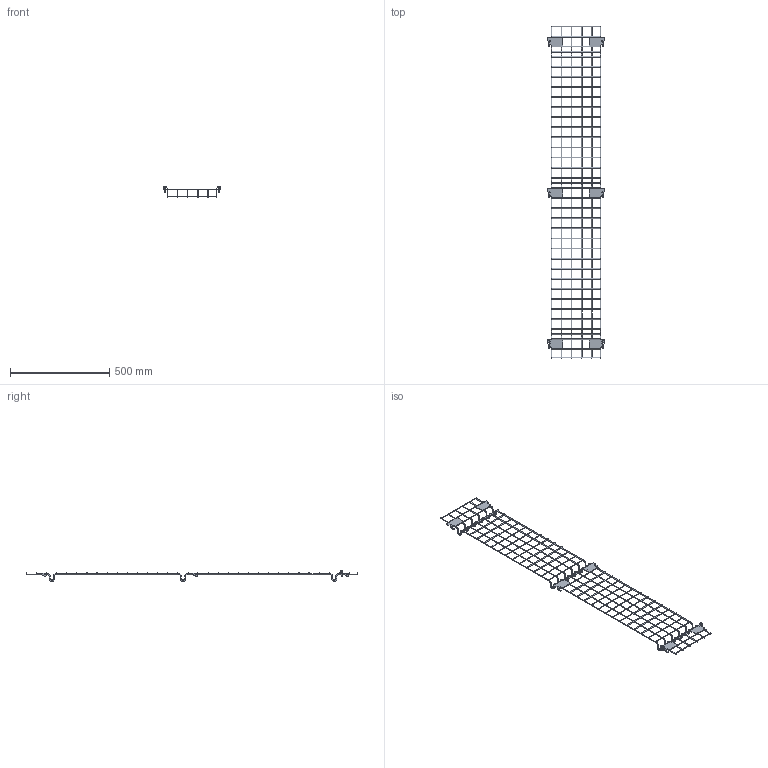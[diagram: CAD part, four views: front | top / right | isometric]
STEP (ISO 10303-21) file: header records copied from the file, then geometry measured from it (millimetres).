
FILE_DESCRIPTION (( 'STEP AP214' ), '1' );
FILE_NAME ('X01066.STEP', '2024-02-23T11:07:35', ( '' ), ( '' ), 'SwSTEP 2.0', 'SolidWorks 2023', '' );
FILE_SCHEMA (( 'AUTOMOTIVE_DESIGN' ));
Length unit declared in the file: inch
Products named in the file (1): X01066
Bounding box: 287.35 x 1673.22 x 53.41 mm (x, y, z)
Volume: 330842.2 mm3; surface area: 307349.4 mm2
Topology: 53 solids, 53 shells, 453 faces, 966 edges, 623 vertices
Faces by surface type: plane 194, cylinder 163, bspline 84, cone 12
Full cylindrical faces by diameter (mm): 4.064 x115, 4.763 x2, 5.105 x2, 6.229 x2, 6.35 x2
Entity records: 13079 total; most frequent: CARTESIAN_POINT 4302, DIRECTION 1692, ORIENTED_EDGE 1300, AXIS2_PLACEMENT_3D 704, EDGE_LOOP 676, FACE_OUTER_BOUND 656, EDGE_CURVE 650, VERTEX_POINT 522
